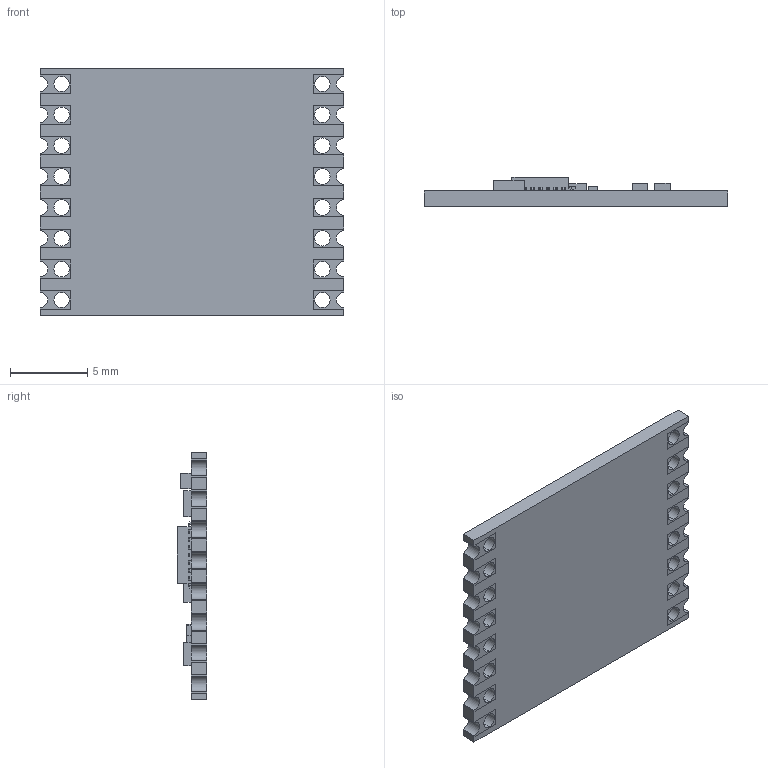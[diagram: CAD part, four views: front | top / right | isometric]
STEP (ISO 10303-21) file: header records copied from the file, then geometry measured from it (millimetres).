
FILE_DESCRIPTION (( 'STEP AP214' ), '1' );
FILE_NAME ('RFM69HW-868S2.STEP', '2019-08-07T05:25:58', ( '' ), ( '' ), 'SwSTEP 2.0', 'SolidWorks 2017', '' );
FILE_SCHEMA (( 'AUTOMOTIVE_DESIGN' ));
Length unit declared in the file: millimetre
Products named in the file (1): RFM69HW-868S2
Bounding box: 19.7 x 1.9 x 16 mm (x, y, z)
Volume: 313.6 mm3; surface area: 977.1 mm2
Topology: 59 solids, 59 shells, 706 faces, 1764 edges, 1176 vertices
Faces by surface type: plane 546, cylinder 160
Entity records: 21693 total; most frequent: CARTESIAN_POINT 3647, ORIENTED_EDGE 3528, DIRECTION 3498, EDGE_CURVE 1764, LINE 1444, VECTOR 1444, VERTEX_POINT 1176, AXIS2_PLACEMENT_3D 1027
